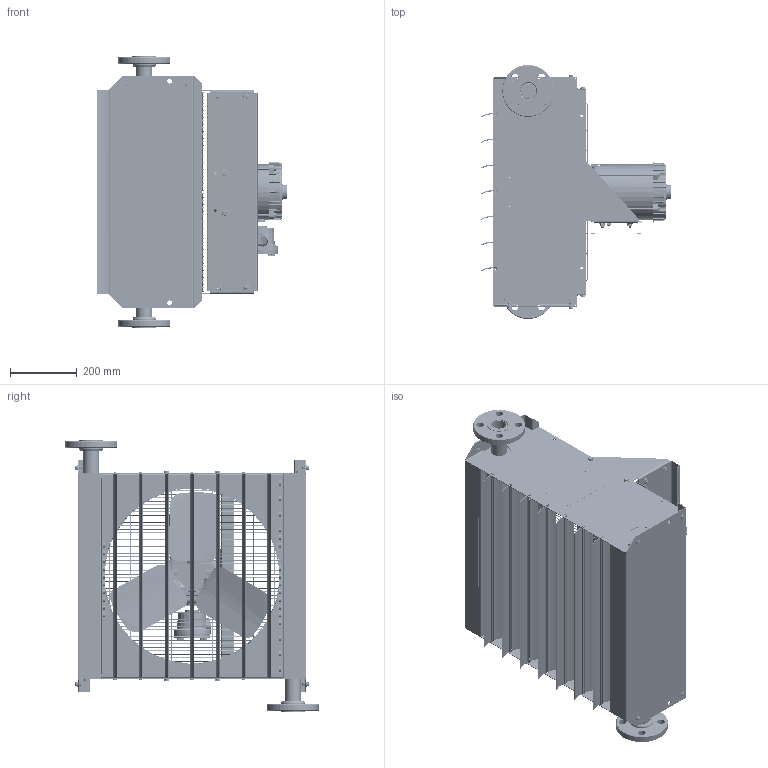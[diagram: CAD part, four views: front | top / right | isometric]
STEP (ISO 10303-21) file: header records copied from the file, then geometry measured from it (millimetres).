
FILE_DESCRIPTION (( 'STEP AP214' ), '1' );
FILE_NAME ('HHP2-20-GA-Class 3000 4 bolt flange.STEP', '2018-02-13T21:30:35', ( 'jose' ), ( 'Microsoft' ), 'SwSTEP 2.0', 'SolidWorks 2018', '' );
FILE_SCHEMA (( 'AUTOMOTIVE_DESIGN' ));
Length unit declared in the file: inch
Products named in the file (1): HHP2-20-GA-Class 3000 4 bolt flange
Bounding box: 572.61 x 760.58 x 812.8 mm (x, y, z)
Surface area: 5072468.5 mm2 (no closed solid volume)
Topology: 0 solids, 480 shells, 3199 faces, 10643 edges, 7517 vertices
Faces by surface type: cylinder 1223, plane 953, torus 502, cone 422, bspline 95, sphere 4
Entity records: 173459 total; most frequent: CARTESIAN_POINT 41433, DIRECTION 19666, ORIENTED_EDGE 16083, EDGE_CURVE 10642, AXIS2_PLACEMENT_3D 7857, VERTEX_POINT 7517, CIRCLE 4752, LINE 3952
